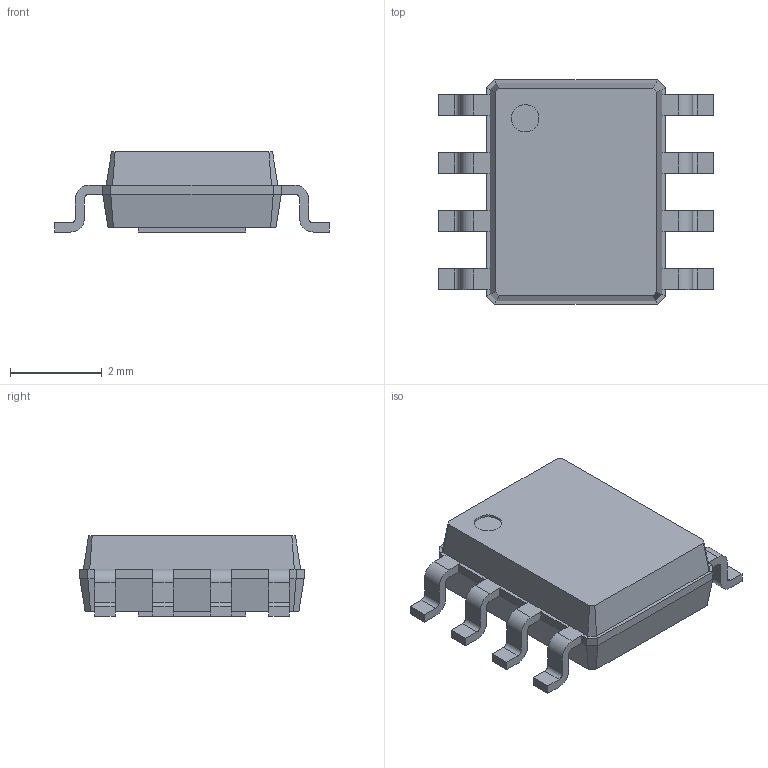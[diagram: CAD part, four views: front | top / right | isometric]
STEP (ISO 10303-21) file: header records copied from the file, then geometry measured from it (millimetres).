
FILE_DESCRIPTION(('FreeCAD Model'),'2;1');
FILE_NAME('soic_8_39x49_ep_p127.step', '2015-12-06T19:06:38',('Author'),(''), 'Open CASCADE STEP processor 6.8','FreeCAD','Unknown');
FILE_SCHEMA(('AUTOMOTIVE_DESIGN_CC2 { 1 2 10303 214 -1 1 5 4 }'));
Length unit declared in the file: millimetre
Products named in the file (1): soic_8_39x49_ep_p127
Bounding box: 6 x 4.9 x 1.75 mm (x, y, z)
Volume: 30.9 mm3; surface area: 80.8 mm2
Topology: 1 solids, 1 shells, 161 faces, 415 edges, 258 vertices
Faces by surface type: plane 96, cylinder 33, bspline 32
Full cylindrical faces by diameter (mm): 0.6 x1
Entity records: 11326 total; most frequent: CARTESIAN_POINT 2087, DIRECTION 1426, LINE 1001, VECTOR 1001, ORIENTED_EDGE 830, PCURVE 830, DEFINITIONAL_REPRESENTATION 830, EDGE_CURVE 415
